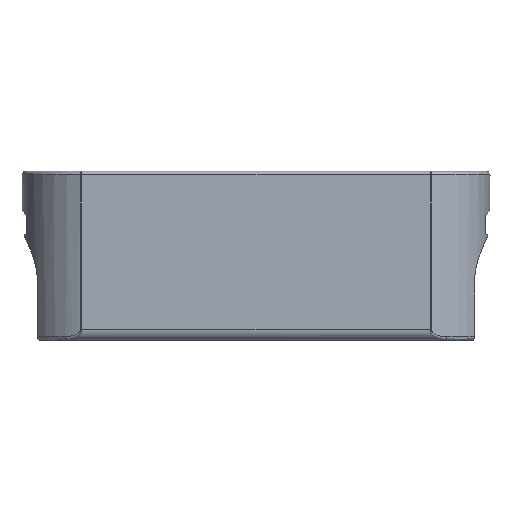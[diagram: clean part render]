
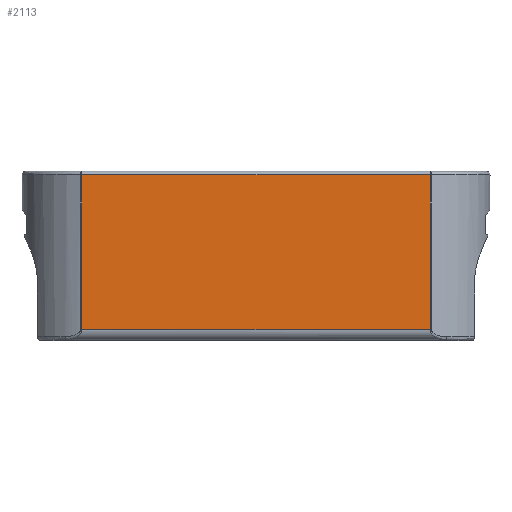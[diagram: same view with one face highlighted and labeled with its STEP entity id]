
A CAD part, top view. The second image highlights one B-rep face of the part: STEP entity #2113.
In plain terms, the highlighted planar face has unit normal (0, 0, 1).
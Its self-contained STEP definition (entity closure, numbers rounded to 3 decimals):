
#15 = EDGE_CURVE ( 'NONE', #2569, #3168, #3800, .T. ) ;
#142 = DIRECTION ( 'NONE',  ( 0., -1., 0. ) ) ;
#156 = DIRECTION ( 'NONE',  ( -1., 0., 0. ) ) ;
#277 = CARTESIAN_POINT ( 'NONE',  ( 24.176, 23., 11.75 ) ) ;
#299 = LINE ( 'NONE', #4612, #975 ) ;
#432 = FACE_OUTER_BOUND ( 'NONE', #4020, .T. ) ;
#713 = CARTESIAN_POINT ( 'NONE',  ( 24.176, 1.5, 11.75 ) ) ;
#779 = VERTEX_POINT ( 'NONE', #2899 ) ;
#827 = EDGE_CURVE ( 'NONE', #779, #2569, #299, .T. ) ;
#975 = VECTOR ( 'NONE', #1907, 1000. ) ;
#1076 = CARTESIAN_POINT ( 'NONE',  ( -24.176, 1.5, 11.75 ) ) ;
#1091 = ORIENTED_EDGE ( 'NONE', *, *, #2883, .F. ) ;
#1578 = VECTOR ( 'NONE', #2048, 1000. ) ;
#1907 = DIRECTION ( 'NONE',  ( 1., 0., 0. ) ) ;
#1910 = CARTESIAN_POINT ( 'NONE',  ( -24.176, 0., 11.75 ) ) ;
#1912 = VECTOR ( 'NONE', #3515, 1000. ) ;
#2013 = ORIENTED_EDGE ( 'NONE', *, *, #15, .F. ) ;
#2048 = DIRECTION ( 'NONE',  ( -1., 0., 0. ) ) ;
#2113 = ADVANCED_FACE ( 'NONE', ( #432 ), #2218, .F. ) ;
#2137 = CARTESIAN_POINT ( 'NONE',  ( 24.265, 0., 11.75 ) ) ;
#2155 = ORIENTED_EDGE ( 'NONE', *, *, #2613, .F. ) ;
#2218 = PLANE ( 'NONE',  #3164 ) ;
#2569 = VERTEX_POINT ( 'NONE', #277 ) ;
#2613 = EDGE_CURVE ( 'NONE', #4865, #779, #3085, .T. ) ;
#2883 = EDGE_CURVE ( 'NONE', #3168, #4865, #4449, .T. ) ;
#2899 = CARTESIAN_POINT ( 'NONE',  ( -24.176, 23., 11.75 ) ) ;
#2967 = DIRECTION ( 'NONE',  ( 0., 0., -1. ) ) ;
#3085 = LINE ( 'NONE', #1910, #1912 ) ;
#3164 = AXIS2_PLACEMENT_3D ( 'NONE', #2137, #2967, #156 ) ;
#3168 = VERTEX_POINT ( 'NONE', #713 ) ;
#3250 = CARTESIAN_POINT ( 'NONE',  ( 0., 1.5, 11.75 ) ) ;
#3440 = VECTOR ( 'NONE', #142, 1000. ) ;
#3507 = ORIENTED_EDGE ( 'NONE', *, *, #827, .F. ) ;
#3515 = DIRECTION ( 'NONE',  ( 0., 1., 0. ) ) ;
#3800 = LINE ( 'NONE', #4141, #3440 ) ;
#4020 = EDGE_LOOP ( 'NONE', ( #2155, #1091, #2013, #3507 ) ) ;
#4141 = CARTESIAN_POINT ( 'NONE',  ( 24.176, 0., 11.75 ) ) ;
#4449 = LINE ( 'NONE', #3250, #1578 ) ;
#4612 = CARTESIAN_POINT ( 'NONE',  ( 24.265, 23., 11.75 ) ) ;
#4865 = VERTEX_POINT ( 'NONE', #1076 ) ;
